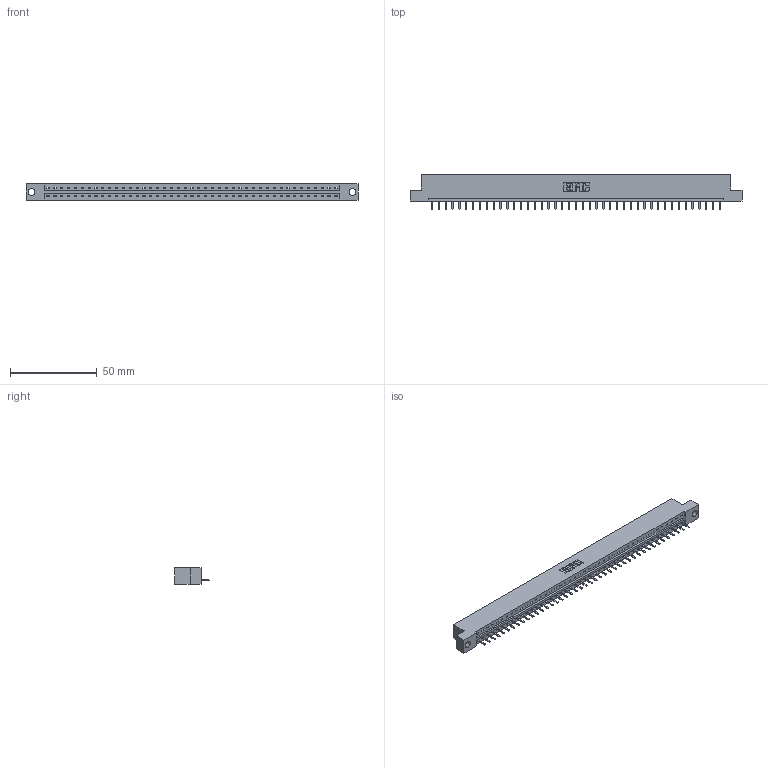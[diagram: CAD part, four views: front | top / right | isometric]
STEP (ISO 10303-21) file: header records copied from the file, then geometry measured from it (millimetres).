
FILE_DESCRIPTION (( 'STEP AP203' ), '1' );
FILE_NAME ('333-043-520-104.STEP', '2018-08-03T20:00:07', ( '' ), ( '' ), 'SwSTEP 2.0', 'SolidWorks 2016', '' );
FILE_SCHEMA (( 'CONFIG_CONTROL_DESIGN' ));
Length unit declared in the file: inch
Products named in the file (3): 333 Part_Flush - .156 Dia - TH; 345-292-001_345-293-120; 333-043-520-104
Assembly tree (44 placements, depth 2):
  333-043-520-104
    333 Part_Flush - .156 Dia - TH
    345-292-001_345-293-120  x43
Bounding box: 191.92 x 20.02 x 9.4 mm (x, y, z)
Volume: 19109.9 mm3; surface area: 20044.6 mm2
Topology: 44 solids, 44 shells, 2780 faces, 8223 edges, 5366 vertices
Faces by surface type: plane 1962, cylinder 818
Entity records: 26275 total; most frequent: CARTESIAN_POINT 4551, ORIENTED_EDGE 4518, DIRECTION 3825, EDGE_CURVE 2259, VECTOR 2127, LINE 2127, VERTEX_POINT 1502, AXIS2_PLACEMENT_3D 849
